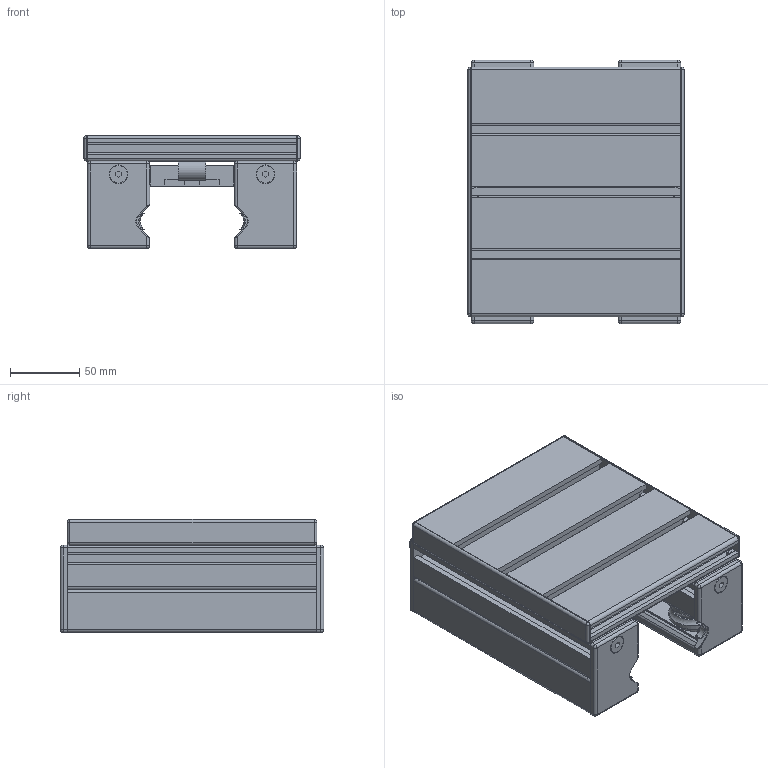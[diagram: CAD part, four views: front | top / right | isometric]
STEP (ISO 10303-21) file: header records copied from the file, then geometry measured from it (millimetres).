
FILE_DESCRIPTION(/* description */ ('Záslepka profilu'),/* implementation_level */ '2;1');
FILE_NAME(/* name */ '801845.stp',/* time_stamp */ '2013-12-16T08:06:38+01:00',/* author */ ('AlutecKK'),/* organization */ (''),/* preprocessor_version */ 'ST-DEVELOPER v15.2',/* originating_system */ 'Autodesk Inventor 2014',/* authorisation */ '');
FILE_SCHEMA (('AUTOMOTIVE_DESIGN { 1 0 10303 214 3 1 1 }'));
Length unit declared in the file: millimetre
Products named in the file (20): 221180; 321309-LV; 801204; 801205; 801235; 801231-32-I; 801231-32-II; 801231-32-III; 801231-32-IV; 801231-32; 801232-32-I; 801232-32; 801845-01; 801845-02; 801845-04; VAL16; NAP16-I; NAP16-II; NAP16; 801845
Bounding box: 156 x 190 x 81.5 mm (x, y, z)
Volume: 746938.5 mm3; surface area: 453417.5 mm2
Topology: 51 solids, 51 shells, 1970 faces, 4732 edges, 2698 vertices
Faces by surface type: plane 988, cylinder 758, sphere 86, cone 66, torus 60, bspline 12
Full cylindrical faces by diameter (mm): 6.647 x8, 8 x10, 8.2 x4, 8.4 x4, 11.4 x4, 12 x8, 13 x6, 13.5 x6, 15 x2, 18 x8, 18.4 x8, 24 x8, 35 x8
Entity records: 27678 total; most frequent: CARTESIAN_POINT 5775, DIRECTION 4753, ORIENTED_EDGE 4246, EDGE_CURVE 2091, AXIS2_PLACEMENT_3D 1754, VERTEX_POINT 1306, LINE 1245, VECTOR 1245
